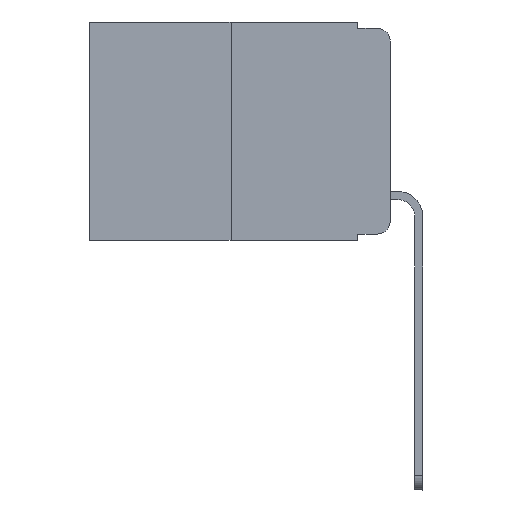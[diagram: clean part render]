
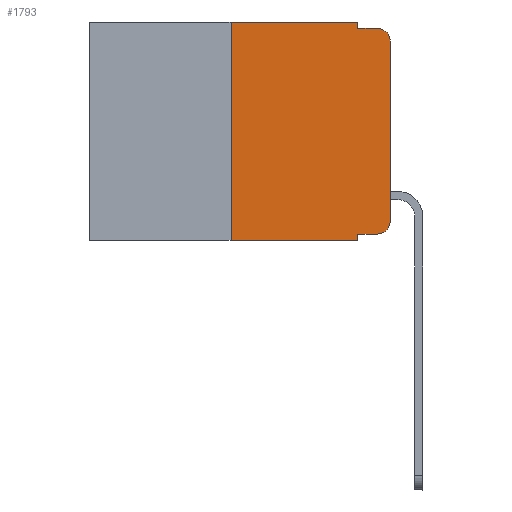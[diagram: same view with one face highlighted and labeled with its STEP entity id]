
A CAD part, left-side view. The second image highlights one B-rep face of the part: STEP entity #1793.
In plain terms, the highlighted planar face has unit normal (-1, 0, 0).
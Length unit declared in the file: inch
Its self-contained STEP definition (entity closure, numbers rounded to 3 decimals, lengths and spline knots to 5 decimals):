
#143 = AXIS2_PLACEMENT_3D ( 'NONE', #22110, #11682, #22576 ) ;
#196 = VERTEX_POINT ( 'NONE', #14344 ) ;
#1107 = VERTEX_POINT ( 'NONE', #12126 ) ;
#1793 = ADVANCED_FACE ( 'NONE', ( #8088 ), #21620, .F. ) ;
#1866 = VERTEX_POINT ( 'NONE', #9030 ) ;
#1890 = DIRECTION ( 'NONE',  ( -1., 0., 0. ) ) ;
#1966 = ORIENTED_EDGE ( 'NONE', *, *, #22374, .T. ) ;
#1973 = CARTESIAN_POINT ( 'NONE',  ( 0., 0., 0. ) ) ;
#2020 = CARTESIAN_POINT ( 'NONE',  ( 0., 0.051, -0.333 ) ) ;
#2314 = EDGE_CURVE ( 'NONE', #15341, #14564, #5658, .T. ) ;
#2763 = ORIENTED_EDGE ( 'NONE', *, *, #9096, .F. ) ;
#3301 = EDGE_CURVE ( 'NONE', #9547, #10078, #13596, .T. ) ;
#3473 = ORIENTED_EDGE ( 'NONE', *, *, #2314, .T. ) ;
#3552 = DIRECTION ( 'NONE',  ( 1., 0., 0. ) ) ;
#3556 = CARTESIAN_POINT ( 'NONE',  ( 0., 0.02, -0.313 ) ) ;
#3565 = VECTOR ( 'NONE', #9208, 39.37008 ) ;
#5213 = CARTESIAN_POINT ( 'NONE',  ( 0., 0.473, 0. ) ) ;
#5275 = AXIS2_PLACEMENT_3D ( 'NONE', #5213, #3552, #19942 ) ;
#5658 = LINE ( 'NONE', #1973, #8715 ) ;
#6089 = VECTOR ( 'NONE', #22565, 39.37008 ) ;
#6131 = EDGE_CURVE ( 'NONE', #1866, #196, #11830, .T. ) ;
#6260 = VERTEX_POINT ( 'NONE', #11603 ) ;
#6810 = CARTESIAN_POINT ( 'NONE',  ( 0., 0.051, 0. ) ) ;
#7096 = CARTESIAN_POINT ( 'NONE',  ( 0., 0.25, 0. ) ) ;
#7211 = DIRECTION ( 'NONE',  ( 0., 0., 1. ) ) ;
#7511 = ORIENTED_EDGE ( 'NONE', *, *, #13393, .F. ) ;
#7795 = VECTOR ( 'NONE', #23221, 39.37008 ) ;
#7914 = ORIENTED_EDGE ( 'NONE', *, *, #17285, .F. ) ;
#8088 = FACE_OUTER_BOUND ( 'NONE', #17170, .T. ) ;
#8715 = VECTOR ( 'NONE', #13216, 39.37008 ) ;
#8734 = CARTESIAN_POINT ( 'NONE',  ( 0., 0.02, -0.01 ) ) ;
#8857 = CARTESIAN_POINT ( 'NONE',  ( 0., 0., -0.03 ) ) ;
#8988 = VERTEX_POINT ( 'NONE', #8734 ) ;
#9030 = CARTESIAN_POINT ( 'NONE',  ( 0., 0.051, 0. ) ) ;
#9096 = EDGE_CURVE ( 'NONE', #196, #8988, #13301, .T. ) ;
#9146 = DIRECTION ( 'NONE',  ( 0., 0., -1. ) ) ;
#9190 = VECTOR ( 'NONE', #9792, 39.37008 ) ;
#9208 = DIRECTION ( 'NONE',  ( 0., -1., 0. ) ) ;
#9361 = ORIENTED_EDGE ( 'NONE', *, *, #22348, .T. ) ;
#9454 = VECTOR ( 'NONE', #23657, 39.37008 ) ;
#9547 = VERTEX_POINT ( 'NONE', #2020 ) ;
#9792 = DIRECTION ( 'NONE',  ( 0., 0., -1. ) ) ;
#10078 = VERTEX_POINT ( 'NONE', #22867 ) ;
#10233 = VECTOR ( 'NONE', #7211, 39.37008 ) ;
#10310 = VECTOR ( 'NONE', #16669, 39.37008 ) ;
#11379 = CARTESIAN_POINT ( 'NONE',  ( 0., 0.051, -0.01 ) ) ;
#11603 = CARTESIAN_POINT ( 'NONE',  ( 0., 0.051, -0.343 ) ) ;
#11682 = DIRECTION ( 'NONE',  ( -1., 0., 0. ) ) ;
#11830 = LINE ( 'NONE', #15436, #9190 ) ;
#12126 = CARTESIAN_POINT ( 'NONE',  ( 0., 0.25, -0.343 ) ) ;
#12775 = CARTESIAN_POINT ( 'NONE',  ( 0., 0.473, -0.343 ) ) ;
#13216 = DIRECTION ( 'NONE',  ( 0., 0., 1. ) ) ;
#13301 = LINE ( 'NONE', #11379, #3565 ) ;
#13303 = CARTESIAN_POINT ( 'NONE',  ( 0., 0.473, 0. ) ) ;
#13393 = EDGE_CURVE ( 'NONE', #21631, #1866, #20709, .T. ) ;
#13596 = LINE ( 'NONE', #15270, #6089 ) ;
#14211 = LINE ( 'NONE', #12775, #9454 ) ;
#14344 = CARTESIAN_POINT ( 'NONE',  ( 0., 0.051, -0.01 ) ) ;
#14533 = LINE ( 'NONE', #7096, #10233 ) ;
#14564 = VERTEX_POINT ( 'NONE', #8857 ) ;
#14971 = CARTESIAN_POINT ( 'NONE',  ( 0., 0.25, 0. ) ) ;
#15270 = CARTESIAN_POINT ( 'NONE',  ( 0., 0.051, -0.333 ) ) ;
#15341 = VERTEX_POINT ( 'NONE', #18164 ) ;
#15436 = CARTESIAN_POINT ( 'NONE',  ( 0., 0.051, 0. ) ) ;
#15556 = ORIENTED_EDGE ( 'NONE', *, *, #22762, .F. ) ;
#16669 = DIRECTION ( 'NONE',  ( 0., -1., 0. ) ) ;
#16707 = EDGE_CURVE ( 'NONE', #14564, #8988, #20782, .T. ) ;
#17170 = EDGE_LOOP ( 'NONE', ( #3473, #21340, #2763, #20507, #7511, #15556, #9361, #7914, #18883, #1966 ) ) ;
#17243 = LINE ( 'NONE', #6810, #7795 ) ;
#17285 = EDGE_CURVE ( 'NONE', #9547, #6260, #17243, .T. ) ;
#18164 = CARTESIAN_POINT ( 'NONE',  ( 0., 0., -0.313 ) ) ;
#18883 = ORIENTED_EDGE ( 'NONE', *, *, #3301, .T. ) ;
#19942 = DIRECTION ( 'NONE',  ( 0., 0., -1. ) ) ;
#20192 = CIRCLE ( 'NONE', #21696, 0.02 ) ;
#20507 = ORIENTED_EDGE ( 'NONE', *, *, #6131, .F. ) ;
#20709 = LINE ( 'NONE', #13303, #10310 ) ;
#20782 = CIRCLE ( 'NONE', #143, 0.02 ) ;
#21340 = ORIENTED_EDGE ( 'NONE', *, *, #16707, .T. ) ;
#21620 = PLANE ( 'NONE',  #5275 ) ;
#21631 = VERTEX_POINT ( 'NONE', #14971 ) ;
#21696 = AXIS2_PLACEMENT_3D ( 'NONE', #3556, #1890, #9146 ) ;
#22110 = CARTESIAN_POINT ( 'NONE',  ( 0., 0.02, -0.03 ) ) ;
#22348 = EDGE_CURVE ( 'NONE', #1107, #6260, #14211, .T. ) ;
#22374 = EDGE_CURVE ( 'NONE', #10078, #15341, #20192, .T. ) ;
#22565 = DIRECTION ( 'NONE',  ( 0., -1., 0. ) ) ;
#22576 = DIRECTION ( 'NONE',  ( 0., 0., -1. ) ) ;
#22762 = EDGE_CURVE ( 'NONE', #1107, #21631, #14533, .T. ) ;
#22867 = CARTESIAN_POINT ( 'NONE',  ( 0., 0.02, -0.333 ) ) ;
#23221 = DIRECTION ( 'NONE',  ( 0., 0., -1. ) ) ;
#23657 = DIRECTION ( 'NONE',  ( 0., -1., 0. ) ) ;
